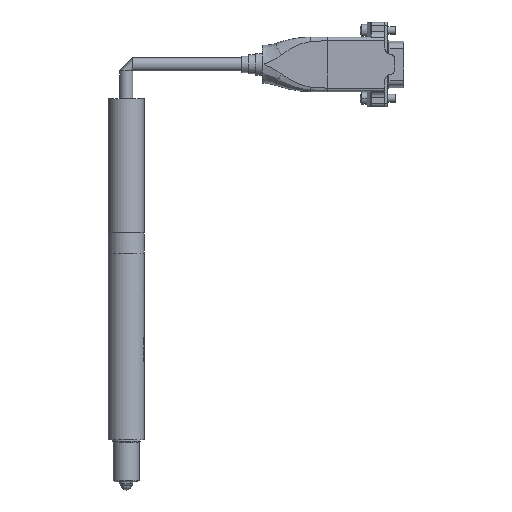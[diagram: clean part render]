
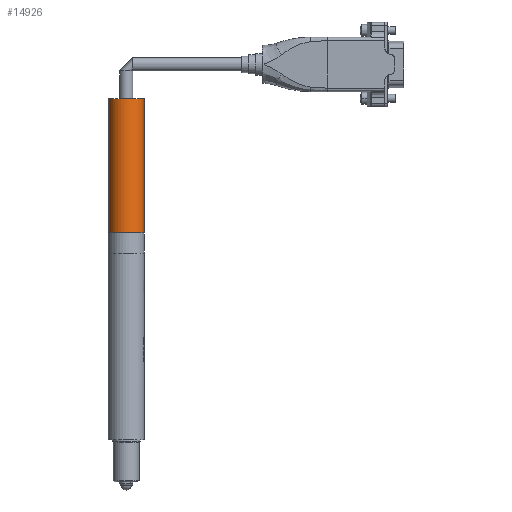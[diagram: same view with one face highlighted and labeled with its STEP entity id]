
A CAD part, front view. The second image highlights one B-rep face of the part: STEP entity #14926.
In plain terms, the highlighted cylindrical face has radius 6.668 mm (diameter 13.335 mm), a partial arc.
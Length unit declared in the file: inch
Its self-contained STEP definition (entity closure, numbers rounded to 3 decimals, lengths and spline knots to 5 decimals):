
#4254 = DIRECTION ( 'NONE',  ( 0., 0., 1. ) ) ;
#4255 = VECTOR ( 'NONE', #4254, 39.37008 ) ;
#4256 = CARTESIAN_POINT ( 'NONE',  ( -0.24248, -0.10055, 0. ) ) ;
#4258 = LINE ( 'NONE', #4256, #4255 ) ;
#4261 = CARTESIAN_POINT ( 'NONE',  ( 0.24248, 0.10055, 0. ) ) ;
#4262 = CARTESIAN_POINT ( 'NONE',  ( -0.24248, -0.10055, 0. ) ) ;
#4527 = CARTESIAN_POINT ( 'NONE',  ( -0.24248, -0.10055, 1.95 ) ) ;
#4531 = FACE_OUTER_BOUND ( 'NONE', #14927, .T. ) ;
#4532 = DIRECTION ( 'NONE',  ( 0., 0., 1. ) ) ;
#4533 = VECTOR ( 'NONE', #4532, 39.37008 ) ;
#4535 = CARTESIAN_POINT ( 'NONE',  ( 0.24248, 0.10055, 0. ) ) ;
#4536 = LINE ( 'NONE', #4535, #4533 ) ;
#4538 = CARTESIAN_POINT ( 'NONE',  ( 0.24248, 0.10055, 1.95 ) ) ;
#4785 = DIRECTION ( 'NONE',  ( 0.924, 0.383, 0. ) ) ;
#4789 = DIRECTION ( 'NONE',  ( 0., 0., 1. ) ) ;
#4791 = AXIS2_PLACEMENT_3D ( 'NONE', #4947, #4789, #4785 ) ;
#4947 = CARTESIAN_POINT ( 'NONE',  ( 0., 0., 0. ) ) ;
#4948 = CYLINDRICAL_SURFACE ( 'NONE', #4791, 0.2625 ) ;
#5023 = CARTESIAN_POINT ( 'NONE',  ( 0., 0., 0. ) ) ;
#5035 = DIRECTION ( 'NONE',  ( -0.924, -0.383, 0. ) ) ;
#5038 = DIRECTION ( 'NONE',  ( 0., 0., -1. ) ) ;
#5040 = CARTESIAN_POINT ( 'NONE',  ( 0., 0., 1.95 ) ) ;
#5042 = AXIS2_PLACEMENT_3D ( 'NONE', #5040, #5038, #5035 ) ;
#5118 = CIRCLE ( 'NONE', #5042, 0.2625 ) ;
#5126 = DIRECTION ( 'NONE',  ( -0.924, -0.383, 0. ) ) ;
#5127 = DIRECTION ( 'NONE',  ( 0., 0., -1. ) ) ;
#5129 = AXIS2_PLACEMENT_3D ( 'NONE', #5023, #5127, #5126 ) ;
#5130 = CIRCLE ( 'NONE', #5129, 0.2625 ) ;
#14871 = VERTEX_POINT ( 'NONE', #4262 ) ;
#14872 = VERTEX_POINT ( 'NONE', #4261 ) ;
#14874 = EDGE_CURVE ( 'NONE', #14871, #14875, #4258, .T. ) ;
#14875 = VERTEX_POINT ( 'NONE', #4527 ) ;
#14923 = VERTEX_POINT ( 'NONE', #4538 ) ;
#14925 = EDGE_CURVE ( 'NONE', #14872, #14923, #4536, .T. ) ;
#14926 = ADVANCED_FACE ( 'NONE', ( #4531 ), #4948, .T. ) ;
#14927 = EDGE_LOOP ( 'NONE', ( #14928, #14961, #14963, #14964 ) ) ;
#14928 = ORIENTED_EDGE ( 'NONE', *, *, #14874, .F. ) ;
#14961 = ORIENTED_EDGE ( 'NONE', *, *, #14962, .F. ) ;
#14962 = EDGE_CURVE ( 'NONE', #14872, #14871, #5130, .T. ) ;
#14963 = ORIENTED_EDGE ( 'NONE', *, *, #14925, .T. ) ;
#14964 = ORIENTED_EDGE ( 'NONE', *, *, #14965, .T. ) ;
#14965 = EDGE_CURVE ( 'NONE', #14923, #14875, #5118, .T. ) ;
